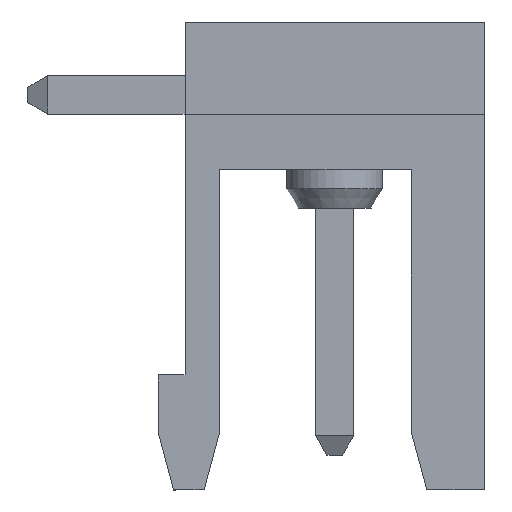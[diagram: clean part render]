
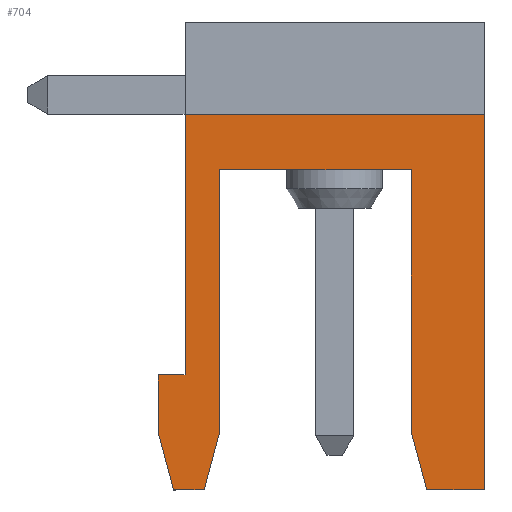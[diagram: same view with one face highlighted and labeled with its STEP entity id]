
A CAD part, front view. The second image highlights one B-rep face of the part: STEP entity #704.
In plain terms, the highlighted planar face has unit normal (0, -1, 0).
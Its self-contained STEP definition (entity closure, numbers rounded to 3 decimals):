
#704 = ADVANCED_FACE( '', ( #1530 ), #1531, .F. );
#1530 = FACE_OUTER_BOUND( '', #2468, .T. );
#1531 = PLANE( '', #2469 );
#2468 = EDGE_LOOP( '', ( #4512, #4513, #4514, #4515, #4516, #4517, #4518, #4519, #4520, #4521, #4522, #4523, #4524 ) );
#2469 = AXIS2_PLACEMENT_3D( '', #4525, #4526, #4527 );
#4512 = ORIENTED_EDGE( '', *, *, #5680, .F. );
#4513 = ORIENTED_EDGE( '', *, *, #6345, .T. );
#4514 = ORIENTED_EDGE( '', *, *, #5783, .F. );
#4515 = ORIENTED_EDGE( '', *, *, #5633, .F. );
#4516 = ORIENTED_EDGE( '', *, *, #6070, .F. );
#4517 = ORIENTED_EDGE( '', *, *, #6346, .F. );
#4518 = ORIENTED_EDGE( '', *, *, #6208, .F. );
#4519 = ORIENTED_EDGE( '', *, *, #6347, .F. );
#4520 = ORIENTED_EDGE( '', *, *, #6348, .F. );
#4521 = ORIENTED_EDGE( '', *, *, #6341, .F. );
#4522 = ORIENTED_EDGE( '', *, *, #6349, .F. );
#4523 = ORIENTED_EDGE( '', *, *, #6350, .T. );
#4524 = ORIENTED_EDGE( '', *, *, #6351, .T. );
#4525 = CARTESIAN_POINT( '', ( 309.301, 26.85, -9.8 ) );
#4526 = DIRECTION( '', ( 0., 1., 0. ) );
#4527 = DIRECTION( '', ( 1., 0., 0. ) );
#5633 = EDGE_CURVE( '', #6778, #6780, #6781, .T. );
#5680 = EDGE_CURVE( '', #6860, #6862, #6863, .T. );
#5783 = EDGE_CURVE( '', #6780, #7035, #7036, .T. );
#6070 = EDGE_CURVE( '', #7470, #6778, #7472, .T. );
#6208 = EDGE_CURVE( '', #7662, #7664, #7665, .T. );
#6341 = EDGE_CURVE( '', #7829, #7822, #7831, .T. );
#6345 = EDGE_CURVE( '', #6860, #7035, #7835, .T. );
#6346 = EDGE_CURVE( '', #7664, #7470, #7836, .T. );
#6347 = EDGE_CURVE( '', #7837, #7662, #7838, .T. );
#6348 = EDGE_CURVE( '', #7822, #7837, #7839, .T. );
#6349 = EDGE_CURVE( '', #7840, #7829, #7841, .T. );
#6350 = EDGE_CURVE( '', #7840, #7842, #7843, .T. );
#6351 = EDGE_CURVE( '', #7842, #6862, #7844, .T. );
#6778 = VERTEX_POINT( '', #8384 );
#6780 = VERTEX_POINT( '', #8387 );
#6781 = LINE( '', #8388, #8389 );
#6860 = VERTEX_POINT( '', #8492 );
#6862 = VERTEX_POINT( '', #8495 );
#6863 = LINE( '', #8496, #8497 );
#7035 = VERTEX_POINT( '', #8742 );
#7036 = LINE( '', #8743, #8744 );
#7470 = VERTEX_POINT( '', #9398 );
#7472 = LINE( '', #9401, #9402 );
#7662 = VERTEX_POINT( '', #9703 );
#7664 = VERTEX_POINT( '', #9706 );
#7665 = LINE( '', #9707, #9708 );
#7822 = VERTEX_POINT( '', #9951 );
#7829 = VERTEX_POINT( '', #9964 );
#7831 = LINE( '', #9967, #9968 );
#7835 = LINE( '', #9973, #9974 );
#7836 = LINE( '', #9975, #9976 );
#7837 = VERTEX_POINT( '', #9977 );
#7838 = LINE( '', #9978, #9979 );
#7839 = LINE( '', #9980, #9981 );
#7840 = VERTEX_POINT( '', #9982 );
#7841 = LINE( '', #9983, #9984 );
#7842 = VERTEX_POINT( '', #9985 );
#7843 = LINE( '', #9986, #9987 );
#7844 = LINE( '', #9988, #9989 );
#8384 = CARTESIAN_POINT( '', ( 317.801, 26.85, -9.8 ) );
#8387 = CARTESIAN_POINT( '', ( 316.303, 26.85, -9.8 ) );
#8388 = CARTESIAN_POINT( '', ( 316.303, 26.85, -9.8 ) );
#8389 = VECTOR( '', #10392, 1000. );
#8492 = CARTESIAN_POINT( '', ( 315.901, 26.85, -1.45 ) );
#8495 = CARTESIAN_POINT( '', ( 310.901, 26.85, -1.45 ) );
#8496 = CARTESIAN_POINT( '', ( 309.301, 26.85, -1.45 ) );
#8497 = VECTOR( '', #10460, 1000. );
#8742 = CARTESIAN_POINT( '', ( 315.901, 26.85, -8.3 ) );
#8743 = CARTESIAN_POINT( '', ( 315.901, 26.85, -8.3 ) );
#8744 = VECTOR( '', #10558, 1000. );
#9398 = CARTESIAN_POINT( '', ( 317.801, 26.85, 0. ) );
#9401 = CARTESIAN_POINT( '', ( 317.801, 26.85, -9.8 ) );
#9402 = VECTOR( '', #10792, 1000. );
#9703 = CARTESIAN_POINT( '', ( 310., 26.85, -6.8 ) );
#9706 = CARTESIAN_POINT( '', ( 310., 26.85, 0. ) );
#9707 = CARTESIAN_POINT( '', ( 310., 26.85, 0. ) );
#9708 = VECTOR( '', #10899, 1000. );
#9951 = CARTESIAN_POINT( '', ( 309.301, 26.85, -8.307 ) );
#9964 = CARTESIAN_POINT( '', ( 309.701, 26.85, -9.8 ) );
#9967 = CARTESIAN_POINT( '', ( 309.301, 26.85, -8.307 ) );
#9968 = VECTOR( '', #10996, 1000. );
#9973 = CARTESIAN_POINT( '', ( 315.901, 26.85, -9.8 ) );
#9974 = VECTOR( '', #10998, 1000. );
#9975 = CARTESIAN_POINT( '', ( 317.801, 26.85, 0. ) );
#9976 = VECTOR( '', #10999, 1000. );
#9977 = CARTESIAN_POINT( '', ( 309.301, 26.85, -6.8 ) );
#9978 = CARTESIAN_POINT( '', ( 309.901, 26.85, -6.8 ) );
#9979 = VECTOR( '', #11000, 1000. );
#9980 = CARTESIAN_POINT( '', ( 309.301, 26.85, -6.8 ) );
#9981 = VECTOR( '', #11001, 1000. );
#9982 = CARTESIAN_POINT( '', ( 310.501, 26.85, -9.8 ) );
#9983 = CARTESIAN_POINT( '', ( 316.303, 26.85, -9.8 ) );
#9984 = VECTOR( '', #11002, 1000. );
#9985 = CARTESIAN_POINT( '', ( 310.901, 26.85, -8.307 ) );
#9986 = CARTESIAN_POINT( '', ( 310.42, 26.85, -10.1 ) );
#9987 = VECTOR( '', #11003, 1000. );
#9988 = CARTESIAN_POINT( '', ( 310.901, 26.85, -9.8 ) );
#9989 = VECTOR( '', #11004, 1000. );
#10392 = DIRECTION( '', ( -1., 0., 0. ) );
#10460 = DIRECTION( '', ( -1., 0., 0. ) );
#10558 = DIRECTION( '', ( -0.259, 0., 0.966 ) );
#10792 = DIRECTION( '', ( 0., 0., -1. ) );
#10899 = DIRECTION( '', ( 0., 0., 1. ) );
#10996 = DIRECTION( '', ( -0.259, 0., 0.966 ) );
#10998 = DIRECTION( '', ( 0., 0., -1. ) );
#10999 = DIRECTION( '', ( 1., 0., 0. ) );
#11000 = DIRECTION( '', ( 1., 0., 0. ) );
#11001 = DIRECTION( '', ( 0., 0., 1. ) );
#11002 = DIRECTION( '', ( -1., 0., 0. ) );
#11003 = DIRECTION( '', ( 0.259, 0., 0.966 ) );
#11004 = DIRECTION( '', ( 0., 0., 1. ) );
